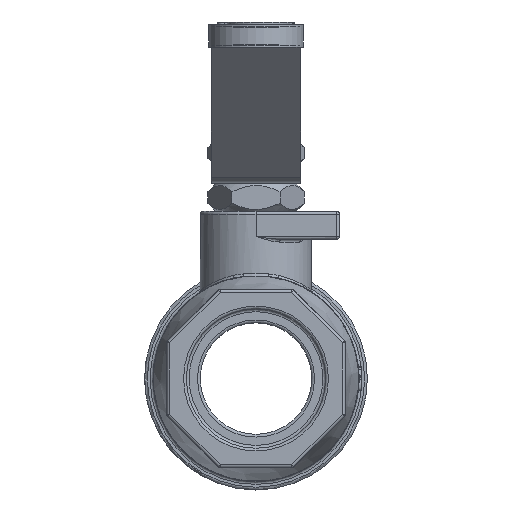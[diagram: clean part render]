
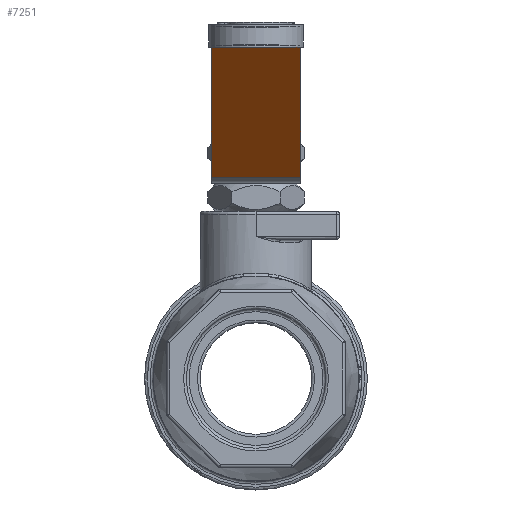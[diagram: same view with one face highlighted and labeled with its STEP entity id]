
A CAD part, front view. The second image highlights one B-rep face of the part: STEP entity #7251.
In plain terms, the highlighted planar face has unit normal (0, -0.707, -0.707).
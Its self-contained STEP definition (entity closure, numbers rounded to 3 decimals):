
#1545=ORIENTED_EDGE('',*,*,#2493,.F.);
#1546=ORIENTED_EDGE('',*,*,#2500,.F.);
#1547=ORIENTED_EDGE('',*,*,#2486,.T.);
#1548=ORIENTED_EDGE('',*,*,#2501,.T.);
#2486=EDGE_CURVE('',#3027,#3026,#3416,.T.);
#2493=EDGE_CURVE('',#3032,#3033,#3421,.T.);
#2500=EDGE_CURVE('',#3027,#3032,#3424,.T.);
#2501=EDGE_CURVE('',#3026,#3033,#3425,.T.);
#3026=VERTEX_POINT('',#13558);
#3027=VERTEX_POINT('',#13560);
#3032=VERTEX_POINT('',#13573);
#3033=VERTEX_POINT('',#13575);
#3416=LINE('',#13559,#3833);
#3421=LINE('',#13574,#3838);
#3424=LINE('',#13586,#3841);
#3425=LINE('',#13588,#3842);
#3833=VECTOR('',#8749,1000.);
#3838=VECTOR('',#8762,1000.);
#3841=VECTOR('',#8777,1000.);
#3842=VECTOR('',#8780,1000.);
#4268=EDGE_LOOP('',(#1545,#1546,#1547,#1548));
#4651=FACE_BOUND('',#4268,.T.);
#4865=PLANE('',#7716);
#7251=ADVANCED_FACE('',(#4651),#4865,.T.);
#7716=AXIS2_PLACEMENT_3D('',#13587,#8778,#8779);
#8749=DIRECTION('',(0.,0.707,-0.707));
#8762=DIRECTION('',(0.,0.707,-0.707));
#8777=DIRECTION('',(1.,0.,0.));
#8778=DIRECTION('',(0.,-0.707,-0.707));
#8779=DIRECTION('',(0.,0.707,-0.707));
#8780=DIRECTION('',(1.,0.,0.));
#13558=CARTESIAN_POINT('',(-8.,-37.846,28.172));
#13559=CARTESIAN_POINT('',(-8.,-37.553,27.879));
#13560=CARTESIAN_POINT('',(-8.,-61.382,51.707));
#13573=CARTESIAN_POINT('',(8.,-61.382,51.707));
#13574=CARTESIAN_POINT('',(8.,-37.553,27.879));
#13575=CARTESIAN_POINT('',(8.,-37.846,28.172));
#13586=CARTESIAN_POINT('',(-8.,-61.382,51.707));
#13587=CARTESIAN_POINT('',(-8.,-37.553,27.879));
#13588=CARTESIAN_POINT('',(-8.,-37.846,28.172));
